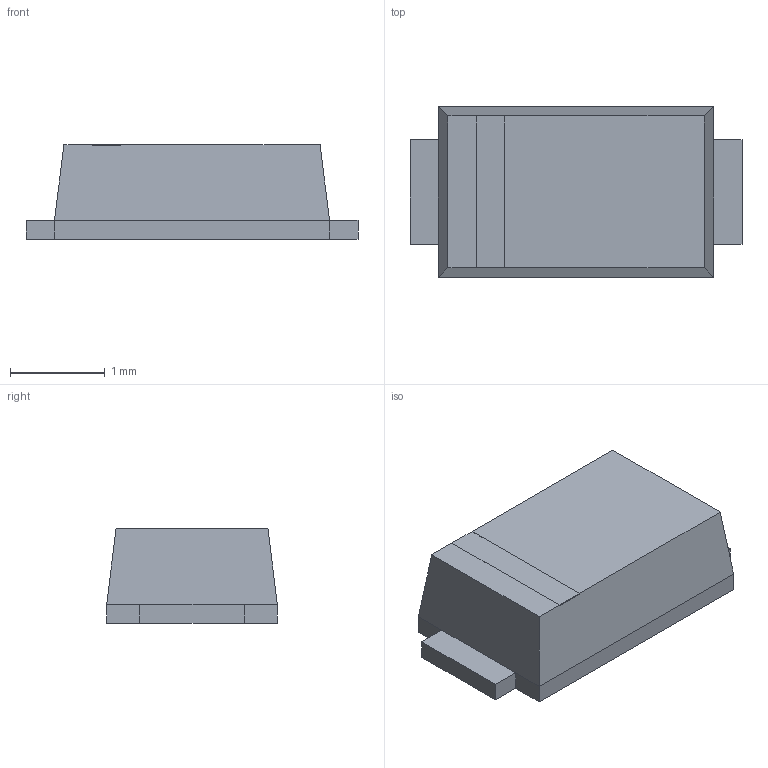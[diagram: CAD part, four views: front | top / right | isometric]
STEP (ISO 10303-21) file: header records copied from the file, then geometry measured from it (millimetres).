
FILE_DESCRIPTION((''),'2;1');
FILE_NAME('SOD-123LF.stp','2009-04-06T10:51:51',(''),(''),'Mechanical Desktop 2006','Mechanical Desktop 2006',', , ');
FILE_SCHEMA(('AUTOMOTIVE_DESIGN { 1 2 10303 214 0 1 1 1 }'));
Length unit declared in the file: millimetre
Products named in the file (1): Product
Bounding box: 3.5 x 1.8 x 1 mm (x, y, z)
Volume: 5 mm3; surface area: 26 mm2
Topology: 4 solids, 4 shells, 42 faces, 94 edges, 60 vertices
Faces by surface type: plane 42
Entity records: 1190 total; most frequent: CARTESIAN_POINT 197, ORIENTED_EDGE 188, DIRECTION 180, VECTOR 94, LINE 94, EDGE_CURVE 94, VERTEX_POINT 60, AXIS2_PLACEMENT_3D 43
